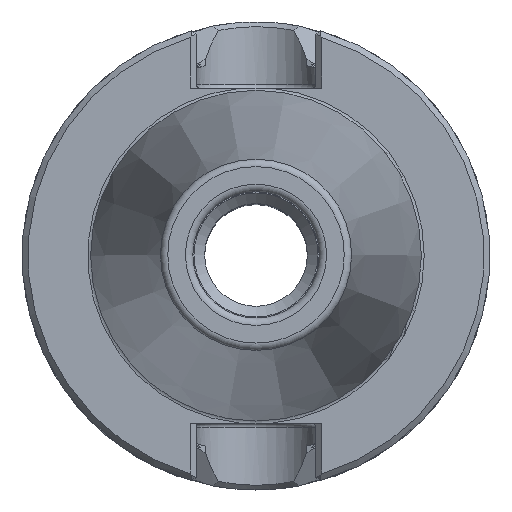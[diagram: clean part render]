
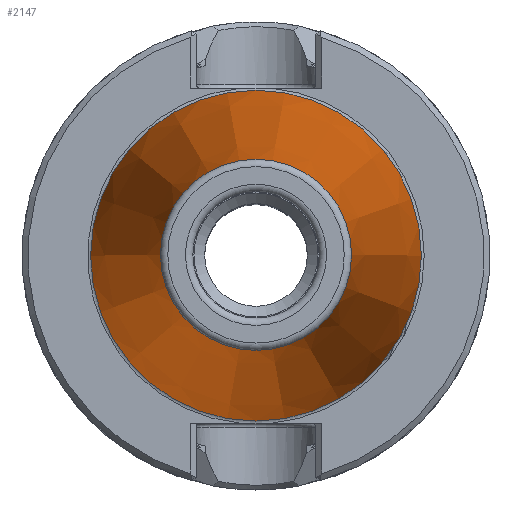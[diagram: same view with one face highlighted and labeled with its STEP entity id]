
A CAD part, top view. The second image highlights one B-rep face of the part: STEP entity #2147.
In plain terms, the highlighted conical face has half-angle 8.297 degrees and reference radius 12.871 mm.
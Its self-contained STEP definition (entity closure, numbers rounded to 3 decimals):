
#278=CONICAL_SURFACE('',#2287,12.871,0.145);
#355=ORIENTED_EDGE('',*,*,#722,.T.);
#356=ORIENTED_EDGE('',*,*,#721,.F.);
#721=EDGE_CURVE('',#920,#920,#1063,.T.);
#722=EDGE_CURVE('',#921,#921,#1064,.T.);
#920=VERTEX_POINT('',#2949);
#921=VERTEX_POINT('',#2952);
#1063=CIRCLE('',#2286,12.871);
#1064=CIRCLE('',#2288,22.268);
#1168=EDGE_LOOP('',(#355));
#1169=EDGE_LOOP('',(#356));
#1312=FACE_BOUND('',#1168,.T.);
#1313=FACE_BOUND('',#1169,.T.);
#2147=ADVANCED_FACE('',(#1312,#1313),#278,.T.);
#2286=AXIS2_PLACEMENT_3D('',#2948,#2542,#2543);
#2287=AXIS2_PLACEMENT_3D('',#2950,#2544,#2545);
#2288=AXIS2_PLACEMENT_3D('',#2951,#2546,#2547);
#2542=DIRECTION('',(0.,0.,1.));
#2543=DIRECTION('',(1.,0.,0.));
#2544=DIRECTION('',(0.,0.,-1.));
#2545=DIRECTION('',(-1.,0.,0.));
#2546=DIRECTION('',(0.,0.,1.));
#2547=DIRECTION('',(1.,0.,0.));
#2948=CARTESIAN_POINT('',(0.,0.,64.544));
#2949=CARTESIAN_POINT('',(12.871,0.,64.544));
#2950=CARTESIAN_POINT('',(0.,0.,64.544));
#2951=CARTESIAN_POINT('',(0.,0.,0.106));
#2952=CARTESIAN_POINT('',(22.268,0.,0.106));
